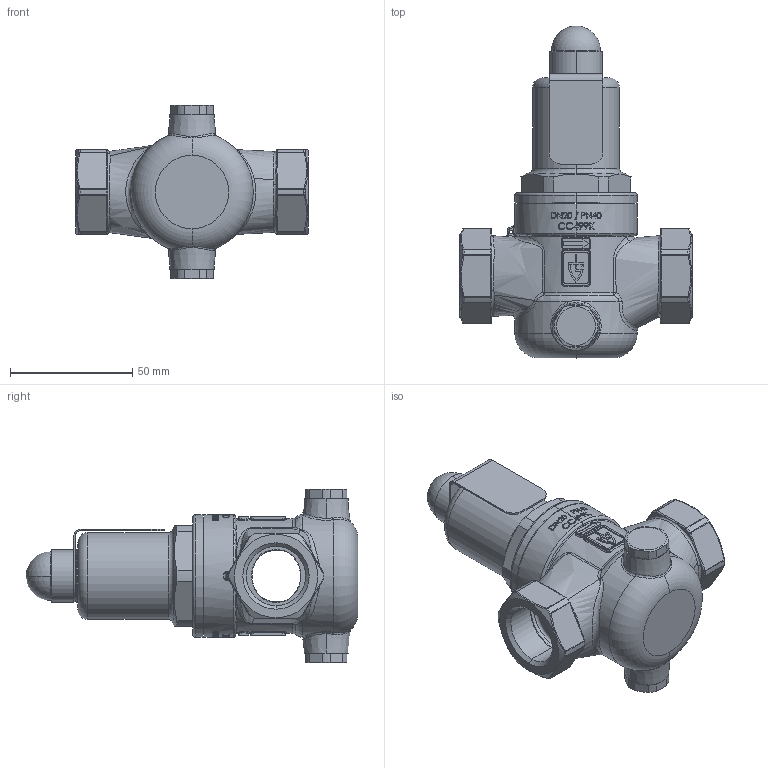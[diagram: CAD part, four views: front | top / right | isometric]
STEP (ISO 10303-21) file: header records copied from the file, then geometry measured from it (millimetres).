
FILE_DESCRIPTION (( 'STEP AP214' ), '1' );
FILE_NAME ('630mGFO_20_FF_2020.STEP', '2019-01-30T12:14:08', ( '' ), ( '' ), 'SwSTEP 2.0', 'SolidWorks 2018', '' );
FILE_SCHEMA (( 'AUTOMOTIVE_DESIGN' ));
Length unit declared in the file: millimetre
Products named in the file (1): 630mGFO_20_FF_2020
Bounding box: 95 x 135.7 x 71 mm (x, y, z)
Surface area: 34670.2 mm2 (no closed solid volume)
Topology: 0 solids, 8 shells, 809 faces, 2413 edges, 1573 vertices
Faces by surface type: plane 231, cylinder 227, bspline 211, torus 66, sphere 52, cone 22
Entity records: 54575 total; most frequent: CARTESIAN_POINT 25861, ORIENTED_EDGE 4219, DIRECTION 3695, EDGE_CURVE 2404, VERTEX_POINT 1570, AXIS2_PLACEMENT_3D 1382, LINE 931, VECTOR 931
